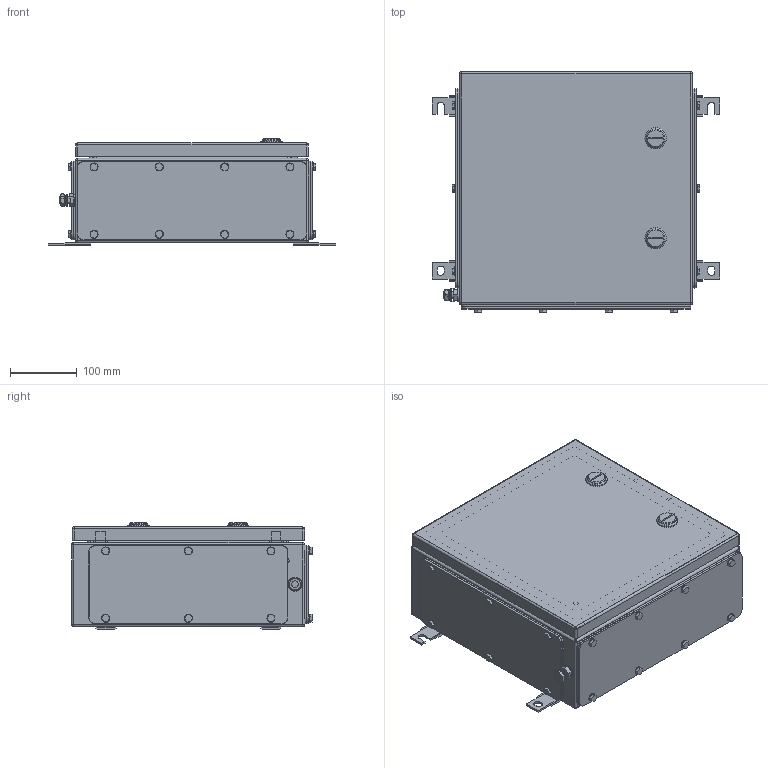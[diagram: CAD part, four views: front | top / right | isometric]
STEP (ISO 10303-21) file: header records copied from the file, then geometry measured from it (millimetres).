
FILE_DESCRIPTION(('CATIA V5 STEP Exchange','CAx-IF Rec.Pracs.--- Model Styling and Organization---1.4--- 2014-01-23'),'2;1');
FILE_NAME ('1530534-3_0_8000109889_8000109889_KTB_QL_353515_S4E3_LD.stp','2023-04-27T06:46:29+00:00',('none'),('Weidmueller'),'CATIA Version 5-6 Release 2016 SP3 HF44','CATIA V5 STEP AP214','none');
FILE_SCHEMA(('AUTOMOTIVE_DESIGN { 1 0 10303 214 1 1 1 1 }'));
Products named in the file (1): 8000109889 KTB QL 353515 S4E3
Bounding box: 431 x 361 x 159.8 mm (x, y, z)
Volume: 1275525.7 mm3; surface area: 1331919.9 mm2
Topology: 96 solids, 98 shells, 1979 faces, 4706 edges, 2996 vertices
Faces by surface type: cylinder 904, plane 843, cone 180, bspline 28, torus 16, sphere 8
Entity records: 65227 total; most frequent: CARTESIAN_POINT 19125, ORIENTED_EDGE 9236, DIRECTION 7847, EDGE_CURVE 4618, AXIS2_PLACEMENT_3D 3370, VERTEX_POINT 2996, VECTOR 2534, LINE 2534
